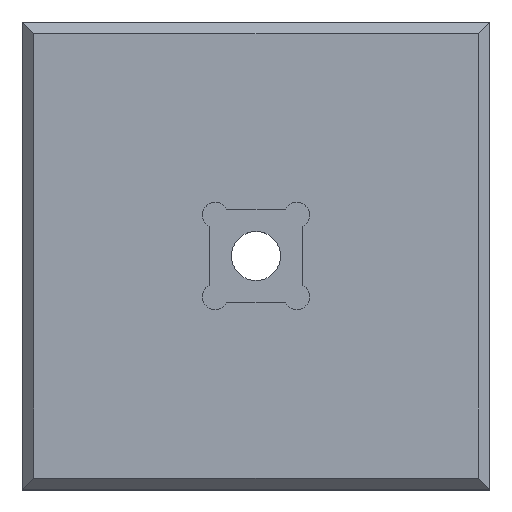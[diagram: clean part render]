
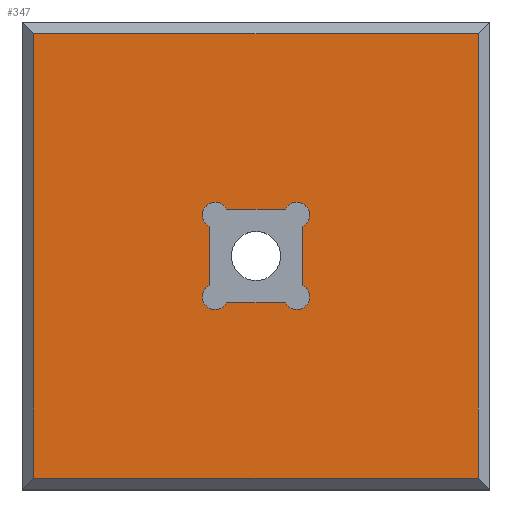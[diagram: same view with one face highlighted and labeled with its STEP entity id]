
A CAD part, top view. The second image highlights one B-rep face of the part: STEP entity #347.
In plain terms, the highlighted planar face has unit normal (0, 0, 1).
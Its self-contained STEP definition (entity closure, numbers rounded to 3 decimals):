
#20=FACE_BOUND('',#61,.T.);
#23=CIRCLE('',#388,0.55);
#24=CIRCLE('',#389,0.55);
#25=CIRCLE('',#390,0.55);
#26=CIRCLE('',#391,0.55);
#40=FACE_OUTER_BOUND('',#60,.T.);
#60=EDGE_LOOP('',(#254,#255,#256,#257));
#61=EDGE_LOOP('',(#258,#259,#260,#261,#262,#263,#264,#265));
#77=LINE('',#517,#114);
#81=LINE('',#525,#118);
#84=LINE('',#531,#121);
#88=LINE('',#537,#125);
#94=LINE('',#553,#131);
#95=LINE('',#557,#132);
#96=LINE('',#561,#133);
#97=LINE('',#564,#134);
#114=VECTOR('',#416,10.);
#118=VECTOR('',#422,10.);
#121=VECTOR('',#427,10.);
#125=VECTOR('',#433,10.);
#131=VECTOR('',#447,10.);
#132=VECTOR('',#450,10.);
#133=VECTOR('',#453,10.);
#134=VECTOR('',#456,10.);
#151=VERTEX_POINT('',#515);
#152=VERTEX_POINT('',#516);
#155=VERTEX_POINT('',#524);
#157=VERTEX_POINT('',#530);
#162=VERTEX_POINT('',#549);
#163=VERTEX_POINT('',#550);
#164=VERTEX_POINT('',#552);
#165=VERTEX_POINT('',#554);
#166=VERTEX_POINT('',#556);
#167=VERTEX_POINT('',#558);
#168=VERTEX_POINT('',#560);
#169=VERTEX_POINT('',#562);
#182=EDGE_CURVE('',#151,#152,#77,.T.);
#186=EDGE_CURVE('',#152,#155,#81,.T.);
#189=EDGE_CURVE('',#155,#157,#84,.T.);
#193=EDGE_CURVE('',#157,#151,#88,.T.);
#199=EDGE_CURVE('',#162,#163,#23,.T.);
#200=EDGE_CURVE('',#163,#164,#94,.T.);
#201=EDGE_CURVE('',#164,#165,#24,.T.);
#202=EDGE_CURVE('',#165,#166,#95,.T.);
#203=EDGE_CURVE('',#166,#167,#25,.T.);
#204=EDGE_CURVE('',#167,#168,#96,.T.);
#205=EDGE_CURVE('',#168,#169,#26,.T.);
#206=EDGE_CURVE('',#169,#162,#97,.T.);
#254=ORIENTED_EDGE('',*,*,#182,.F.);
#255=ORIENTED_EDGE('',*,*,#193,.F.);
#256=ORIENTED_EDGE('',*,*,#189,.F.);
#257=ORIENTED_EDGE('',*,*,#186,.F.);
#258=ORIENTED_EDGE('',*,*,#199,.T.);
#259=ORIENTED_EDGE('',*,*,#200,.T.);
#260=ORIENTED_EDGE('',*,*,#201,.T.);
#261=ORIENTED_EDGE('',*,*,#202,.T.);
#262=ORIENTED_EDGE('',*,*,#203,.T.);
#263=ORIENTED_EDGE('',*,*,#204,.T.);
#264=ORIENTED_EDGE('',*,*,#205,.T.);
#265=ORIENTED_EDGE('',*,*,#206,.T.);
#332=PLANE('',#387);
#347=ADVANCED_FACE('',(#40,#20),#332,.T.);
#387=AXIS2_PLACEMENT_3D('',#548,#443,#444);
#388=AXIS2_PLACEMENT_3D('',#551,#445,#446);
#389=AXIS2_PLACEMENT_3D('',#555,#448,#449);
#390=AXIS2_PLACEMENT_3D('',#559,#451,#452);
#391=AXIS2_PLACEMENT_3D('',#563,#454,#455);
#416=DIRECTION('',(0.,-1.,0.));
#422=DIRECTION('',(-1.,0.,0.));
#427=DIRECTION('',(0.,1.,0.));
#433=DIRECTION('',(1.,0.,0.));
#443=DIRECTION('center_axis',(0.,0.,1.));
#444=DIRECTION('ref_axis',(1.,0.,0.));
#445=DIRECTION('center_axis',(0.,0.,-1.));
#446=DIRECTION('ref_axis',(0.464,-0.886,0.));
#447=DIRECTION('',(0.,-1.,0.));
#448=DIRECTION('center_axis',(0.,0.,-1.));
#449=DIRECTION('ref_axis',(-0.886,-0.464,0.));
#450=DIRECTION('',(-1.,0.,0.));
#451=DIRECTION('center_axis',(0.,0.,-1.));
#452=DIRECTION('ref_axis',(-0.464,0.886,0.));
#453=DIRECTION('',(0.,1.,0.));
#454=DIRECTION('center_axis',(0.,0.,-1.));
#455=DIRECTION('ref_axis',(0.886,0.464,0.));
#456=DIRECTION('',(1.,0.,0.));
#515=CARTESIAN_POINT('',(9.5,9.5,6.));
#516=CARTESIAN_POINT('',(9.5,-9.5,6.));
#517=CARTESIAN_POINT('',(9.5,-5.,6.));
#524=CARTESIAN_POINT('',(-9.5,-9.5,6.));
#525=CARTESIAN_POINT('',(-5.,-9.5,6.));
#530=CARTESIAN_POINT('',(-9.5,9.5,6.));
#531=CARTESIAN_POINT('',(-9.5,5.,6.));
#537=CARTESIAN_POINT('',(5.,9.5,6.));
#548=CARTESIAN_POINT('Origin',(0.,0.,6.));
#549=CARTESIAN_POINT('',(1.258,2.,6.));
#550=CARTESIAN_POINT('',(2.,1.258,6.));
#551=CARTESIAN_POINT('Origin',(1.745,1.745,6.));
#552=CARTESIAN_POINT('',(2.,-1.258,6.));
#553=CARTESIAN_POINT('',(2.,0.629,6.));
#554=CARTESIAN_POINT('',(1.258,-2.,6.));
#555=CARTESIAN_POINT('Origin',(1.745,-1.745,6.));
#556=CARTESIAN_POINT('',(-1.258,-2.,6.));
#557=CARTESIAN_POINT('',(0.629,-2.,6.));
#558=CARTESIAN_POINT('',(-2.,-1.258,6.));
#559=CARTESIAN_POINT('Origin',(-1.745,-1.745,6.));
#560=CARTESIAN_POINT('',(-2.,1.258,6.));
#561=CARTESIAN_POINT('',(-2.,-0.629,6.));
#562=CARTESIAN_POINT('',(-1.258,2.,6.));
#563=CARTESIAN_POINT('Origin',(-1.745,1.745,6.));
#564=CARTESIAN_POINT('',(-0.629,2.,6.));
